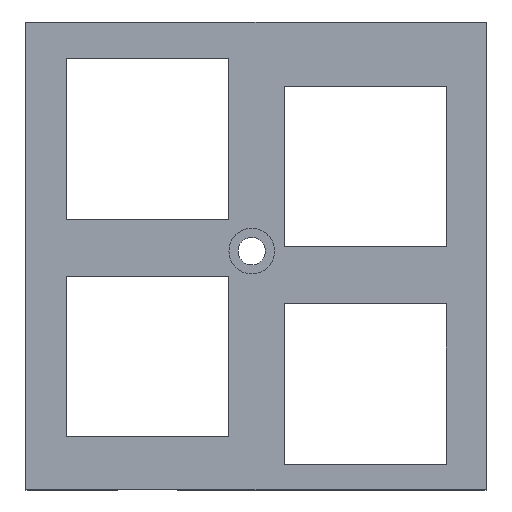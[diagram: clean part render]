
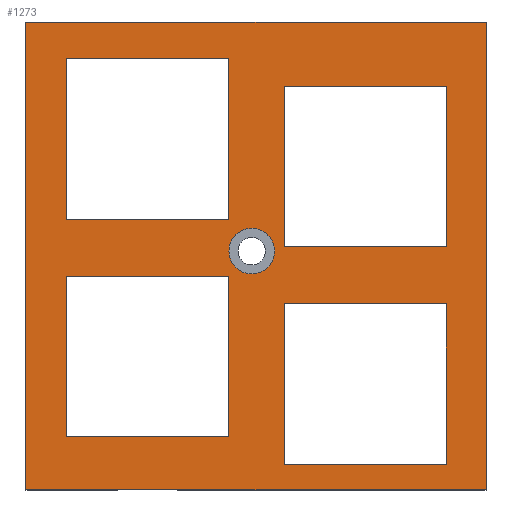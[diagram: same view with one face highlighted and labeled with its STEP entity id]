
A CAD part, top view. The second image highlights one B-rep face of the part: STEP entity #1273.
In plain terms, the highlighted planar face has unit normal (0, 0, 1).
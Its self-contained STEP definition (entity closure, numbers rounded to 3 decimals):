
#26=CIRCLE('',#1354,2.);
#33=FACE_BOUND('',#115,.T.);
#34=FACE_BOUND('',#116,.T.);
#35=FACE_BOUND('',#117,.T.);
#36=FACE_BOUND('',#118,.T.);
#37=FACE_BOUND('',#119,.T.);
#47=FACE_OUTER_BOUND('',#114,.T.);
#114=EDGE_LOOP('',(#929,#930,#931,#932));
#115=EDGE_LOOP('',(#933));
#116=EDGE_LOOP('',(#934,#935,#936,#937));
#117=EDGE_LOOP('',(#938,#939,#940,#941));
#118=EDGE_LOOP('',(#942,#943,#944,#945));
#119=EDGE_LOOP('',(#946,#947,#948,#949));
#177=LINE('',#1746,#356);
#184=LINE('',#1760,#363);
#187=LINE('',#1766,#366);
#190=LINE('',#1770,#369);
#249=LINE('',#1894,#428);
#250=LINE('',#1896,#429);
#251=LINE('',#1898,#430);
#252=LINE('',#1899,#431);
#253=LINE('',#1902,#432);
#254=LINE('',#1904,#433);
#255=LINE('',#1906,#434);
#256=LINE('',#1907,#435);
#257=LINE('',#1910,#436);
#258=LINE('',#1912,#437);
#259=LINE('',#1914,#438);
#260=LINE('',#1915,#439);
#261=LINE('',#1918,#440);
#262=LINE('',#1920,#441);
#263=LINE('',#1922,#442);
#264=LINE('',#1923,#443);
#356=VECTOR('',#1423,10.);
#363=VECTOR('',#1432,10.);
#366=VECTOR('',#1437,10.);
#369=VECTOR('',#1442,10.);
#428=VECTOR('',#1515,10.);
#429=VECTOR('',#1516,10.);
#430=VECTOR('',#1517,10.);
#431=VECTOR('',#1518,10.);
#432=VECTOR('',#1519,10.);
#433=VECTOR('',#1520,10.);
#434=VECTOR('',#1521,10.);
#435=VECTOR('',#1522,10.);
#436=VECTOR('',#1523,10.);
#437=VECTOR('',#1524,10.);
#438=VECTOR('',#1525,10.);
#439=VECTOR('',#1526,10.);
#440=VECTOR('',#1527,10.);
#441=VECTOR('',#1528,10.);
#442=VECTOR('',#1529,10.);
#443=VECTOR('',#1530,10.);
#535=VERTEX_POINT('',#1743);
#536=VERTEX_POINT('',#1745);
#542=VERTEX_POINT('',#1759);
#544=VERTEX_POINT('',#1765);
#600=VERTEX_POINT('',#1890);
#601=VERTEX_POINT('',#1892);
#602=VERTEX_POINT('',#1893);
#603=VERTEX_POINT('',#1895);
#604=VERTEX_POINT('',#1897);
#605=VERTEX_POINT('',#1900);
#606=VERTEX_POINT('',#1901);
#607=VERTEX_POINT('',#1903);
#608=VERTEX_POINT('',#1905);
#609=VERTEX_POINT('',#1908);
#610=VERTEX_POINT('',#1909);
#611=VERTEX_POINT('',#1911);
#612=VERTEX_POINT('',#1913);
#613=VERTEX_POINT('',#1916);
#614=VERTEX_POINT('',#1917);
#615=VERTEX_POINT('',#1919);
#616=VERTEX_POINT('',#1921);
#657=EDGE_CURVE('',#536,#535,#177,.T.);
#664=EDGE_CURVE('',#542,#536,#184,.T.);
#667=EDGE_CURVE('',#544,#542,#187,.T.);
#670=EDGE_CURVE('',#535,#544,#190,.T.);
#730=EDGE_CURVE('',#600,#600,#26,.T.);
#731=EDGE_CURVE('',#601,#602,#249,.T.);
#732=EDGE_CURVE('',#602,#603,#250,.T.);
#733=EDGE_CURVE('',#603,#604,#251,.T.);
#734=EDGE_CURVE('',#604,#601,#252,.T.);
#735=EDGE_CURVE('',#605,#606,#253,.T.);
#736=EDGE_CURVE('',#606,#607,#254,.T.);
#737=EDGE_CURVE('',#607,#608,#255,.T.);
#738=EDGE_CURVE('',#608,#605,#256,.T.);
#739=EDGE_CURVE('',#609,#610,#257,.T.);
#740=EDGE_CURVE('',#610,#611,#258,.T.);
#741=EDGE_CURVE('',#611,#612,#259,.T.);
#742=EDGE_CURVE('',#612,#609,#260,.T.);
#743=EDGE_CURVE('',#613,#614,#261,.T.);
#744=EDGE_CURVE('',#614,#615,#262,.T.);
#745=EDGE_CURVE('',#615,#616,#263,.T.);
#746=EDGE_CURVE('',#616,#613,#264,.T.);
#929=ORIENTED_EDGE('',*,*,#657,.T.);
#930=ORIENTED_EDGE('',*,*,#670,.T.);
#931=ORIENTED_EDGE('',*,*,#667,.T.);
#932=ORIENTED_EDGE('',*,*,#664,.T.);
#933=ORIENTED_EDGE('',*,*,#730,.F.);
#934=ORIENTED_EDGE('',*,*,#731,.T.);
#935=ORIENTED_EDGE('',*,*,#732,.T.);
#936=ORIENTED_EDGE('',*,*,#733,.T.);
#937=ORIENTED_EDGE('',*,*,#734,.T.);
#938=ORIENTED_EDGE('',*,*,#735,.T.);
#939=ORIENTED_EDGE('',*,*,#736,.T.);
#940=ORIENTED_EDGE('',*,*,#737,.T.);
#941=ORIENTED_EDGE('',*,*,#738,.T.);
#942=ORIENTED_EDGE('',*,*,#739,.T.);
#943=ORIENTED_EDGE('',*,*,#740,.T.);
#944=ORIENTED_EDGE('',*,*,#741,.T.);
#945=ORIENTED_EDGE('',*,*,#742,.T.);
#946=ORIENTED_EDGE('',*,*,#743,.T.);
#947=ORIENTED_EDGE('',*,*,#744,.T.);
#948=ORIENTED_EDGE('',*,*,#745,.T.);
#949=ORIENTED_EDGE('',*,*,#746,.T.);
#1212=PLANE('',#1353);
#1273=ADVANCED_FACE('',(#47,#33,#34,#35,#36,#37),#1212,.T.);
#1353=AXIS2_PLACEMENT_3D('',#1889,#1511,#1512);
#1354=AXIS2_PLACEMENT_3D('',#1891,#1513,#1514);
#1423=DIRECTION('',(1.,0.,0.));
#1432=DIRECTION('',(0.,-1.,0.));
#1437=DIRECTION('',(-1.,0.,0.));
#1442=DIRECTION('',(0.,1.,0.));
#1511=DIRECTION('center_axis',(0.,0.,1.));
#1512=DIRECTION('ref_axis',(1.,0.,0.));
#1513=DIRECTION('center_axis',(0.,0.,1.));
#1514=DIRECTION('ref_axis',(1.,0.,0.));
#1515=DIRECTION('',(-1.,0.,0.));
#1516=DIRECTION('',(0.,1.,0.));
#1517=DIRECTION('',(1.,0.,0.));
#1518=DIRECTION('',(0.,-1.,0.));
#1519=DIRECTION('',(-1.,0.,0.));
#1520=DIRECTION('',(0.,1.,0.));
#1521=DIRECTION('',(1.,0.,0.));
#1522=DIRECTION('',(0.,-1.,0.));
#1523=DIRECTION('',(-1.,0.,0.));
#1524=DIRECTION('',(0.,1.,0.));
#1525=DIRECTION('',(1.,0.,0.));
#1526=DIRECTION('',(0.,-1.,0.));
#1527=DIRECTION('',(-1.,0.,0.));
#1528=DIRECTION('',(0.,1.,0.));
#1529=DIRECTION('',(1.,0.,0.));
#1530=DIRECTION('',(0.,-1.,0.));
#1743=CARTESIAN_POINT('',(-27.767,-41.616,12.6));
#1745=CARTESIAN_POINT('',(-68.018,-41.616,12.6));
#1746=CARTESIAN_POINT('',(-70.067,-41.616,12.6));
#1759=CARTESIAN_POINT('',(-68.018,-0.672,12.6));
#1760=CARTESIAN_POINT('',(-68.018,-24.534,12.6));
#1765=CARTESIAN_POINT('',(-27.767,-0.672,12.6));
#1766=CARTESIAN_POINT('',(-49.941,-0.672,12.6));
#1770=CARTESIAN_POINT('',(-27.767,-45.006,12.6));
#1889=CARTESIAN_POINT('Origin',(-72.116,-48.396,12.6));
#1890=CARTESIAN_POINT('',(-50.265,-20.719,12.6));
#1891=CARTESIAN_POINT('Origin',(-48.265,-20.719,12.6));
#1892=CARTESIAN_POINT('',(-31.24,-20.335,12.6));
#1893=CARTESIAN_POINT('',(-45.44,-20.335,12.6));
#1894=CARTESIAN_POINT('',(-51.778,-20.335,12.6));
#1895=CARTESIAN_POINT('',(-45.44,-6.285,12.6));
#1896=CARTESIAN_POINT('',(-45.44,-34.303,12.6));
#1897=CARTESIAN_POINT('',(-31.24,-6.285,12.6));
#1898=CARTESIAN_POINT('',(-58.678,-6.285,12.6));
#1899=CARTESIAN_POINT('',(-31.24,-27.403,12.6));
#1900=CARTESIAN_POINT('',(-50.29,-17.935,12.6));
#1901=CARTESIAN_POINT('',(-64.49,-17.935,12.6));
#1902=CARTESIAN_POINT('',(-61.303,-17.935,12.6));
#1903=CARTESIAN_POINT('',(-64.49,-3.885,12.6));
#1904=CARTESIAN_POINT('',(-64.49,-33.103,12.6));
#1905=CARTESIAN_POINT('',(-50.29,-3.885,12.6));
#1906=CARTESIAN_POINT('',(-68.203,-3.885,12.6));
#1907=CARTESIAN_POINT('',(-50.29,-26.203,12.6));
#1908=CARTESIAN_POINT('',(-31.24,-39.385,12.6));
#1909=CARTESIAN_POINT('',(-45.44,-39.385,12.6));
#1910=CARTESIAN_POINT('',(-51.778,-39.385,12.6));
#1911=CARTESIAN_POINT('',(-45.44,-25.335,12.6));
#1912=CARTESIAN_POINT('',(-45.44,-43.828,12.6));
#1913=CARTESIAN_POINT('',(-31.24,-25.335,12.6));
#1914=CARTESIAN_POINT('',(-58.678,-25.335,12.6));
#1915=CARTESIAN_POINT('',(-31.24,-36.928,12.6));
#1916=CARTESIAN_POINT('',(-50.29,-36.985,12.6));
#1917=CARTESIAN_POINT('',(-64.49,-36.985,12.6));
#1918=CARTESIAN_POINT('',(-61.303,-36.985,12.6));
#1919=CARTESIAN_POINT('',(-64.49,-22.935,12.6));
#1920=CARTESIAN_POINT('',(-64.49,-42.628,12.6));
#1921=CARTESIAN_POINT('',(-50.29,-22.935,12.6));
#1922=CARTESIAN_POINT('',(-68.203,-22.935,12.6));
#1923=CARTESIAN_POINT('',(-50.29,-35.728,12.6));
